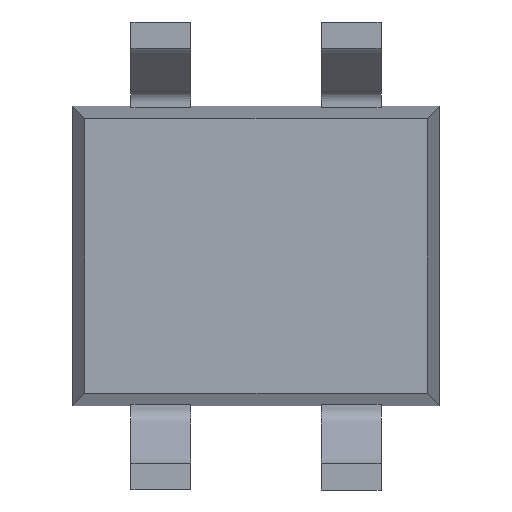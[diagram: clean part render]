
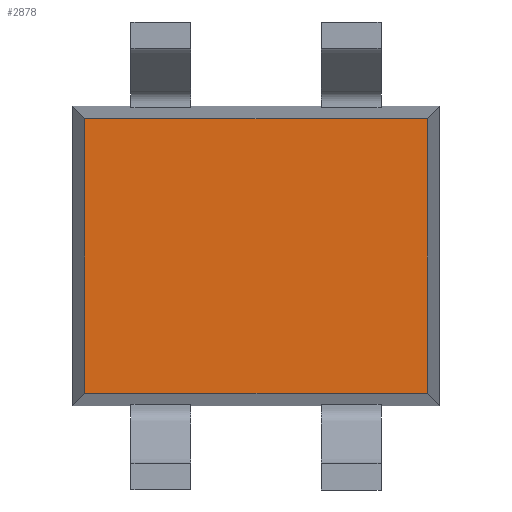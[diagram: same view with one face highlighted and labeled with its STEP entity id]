
A CAD part, front view. The second image highlights one B-rep face of the part: STEP entity #2878.
In plain terms, the highlighted planar face has unit normal (0, -1, 0).
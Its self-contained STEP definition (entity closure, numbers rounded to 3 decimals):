
#5 = VECTOR ( 'NONE', #15614, 1000. ) ;
#563 = CARTESIAN_POINT ( 'NONE',  ( 0., 0.1, -4.784 ) ) ;
#1456 = VECTOR ( 'NONE', #18850, 1000. ) ;
#1786 = DIRECTION ( 'NONE',  ( -1., 0., 0. ) ) ;
#2024 = ORIENTED_EDGE ( 'NONE', *, *, #19239, .T. ) ;
#2878 = ADVANCED_FACE ( 'NONE', ( #8814 ), #14353, .F. ) ;
#3667 = VERTEX_POINT ( 'NONE', #8208 ) ;
#3965 = VECTOR ( 'NONE', #6119, 1000. ) ;
#3982 = AXIS2_PLACEMENT_3D ( 'NONE', #17672, #15873, #5608 ) ;
#4335 = VERTEX_POINT ( 'NONE', #6873 ) ;
#4669 = EDGE_LOOP ( 'NONE', ( #12451, #15052, #4899, #2024 ) ) ;
#4798 = VERTEX_POINT ( 'NONE', #6100 ) ;
#4899 = ORIENTED_EDGE ( 'NONE', *, *, #21545, .T. ) ;
#5608 = DIRECTION ( 'NONE',  ( 0., 0., 1. ) ) ;
#6100 = CARTESIAN_POINT ( 'NONE',  ( -1.014, 0.1, -4.784 ) ) ;
#6119 = DIRECTION ( 'NONE',  ( 1., 0., 0. ) ) ;
#6343 = EDGE_CURVE ( 'NONE', #12514, #4335, #17590, .T. ) ;
#6504 = CARTESIAN_POINT ( 'NONE',  ( -1.014, 0.1, 0. ) ) ;
#6641 = CARTESIAN_POINT ( 'NONE',  ( 3.554, 0.1, 0. ) ) ;
#6873 = CARTESIAN_POINT ( 'NONE',  ( -1.014, 0.1, -1.116 ) ) ;
#8208 = CARTESIAN_POINT ( 'NONE',  ( 3.554, 0.1, -4.784 ) ) ;
#8814 = FACE_OUTER_BOUND ( 'NONE', #4669, .T. ) ;
#11962 = LINE ( 'NONE', #6641, #1456 ) ;
#12000 = CARTESIAN_POINT ( 'NONE',  ( 3.554, 0.1, -1.116 ) ) ;
#12439 = CARTESIAN_POINT ( 'NONE',  ( 0., 0.1, -1.116 ) ) ;
#12451 = ORIENTED_EDGE ( 'NONE', *, *, #20585, .T. ) ;
#12514 = VERTEX_POINT ( 'NONE', #12000 ) ;
#14353 = PLANE ( 'NONE',  #3982 ) ;
#14884 = VECTOR ( 'NONE', #1786, 1000. ) ;
#14893 = LINE ( 'NONE', #563, #3965 ) ;
#15052 = ORIENTED_EDGE ( 'NONE', *, *, #6343, .T. ) ;
#15614 = DIRECTION ( 'NONE',  ( 0., 0., -1. ) ) ;
#15873 = DIRECTION ( 'NONE',  ( 0., 1., 0. ) ) ;
#17590 = LINE ( 'NONE', #12439, #14884 ) ;
#17672 = CARTESIAN_POINT ( 'NONE',  ( 0., 0.1, 0. ) ) ;
#18850 = DIRECTION ( 'NONE',  ( 0., 0., 1. ) ) ;
#19239 = EDGE_CURVE ( 'NONE', #4798, #3667, #14893, .T. ) ;
#20585 = EDGE_CURVE ( 'NONE', #3667, #12514, #11962, .T. ) ;
#21545 = EDGE_CURVE ( 'NONE', #4335, #4798, #22386, .T. ) ;
#22386 = LINE ( 'NONE', #6504, #5 ) ;
